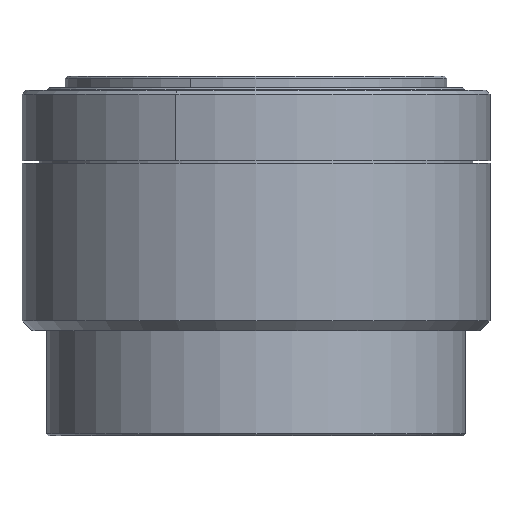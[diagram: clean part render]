
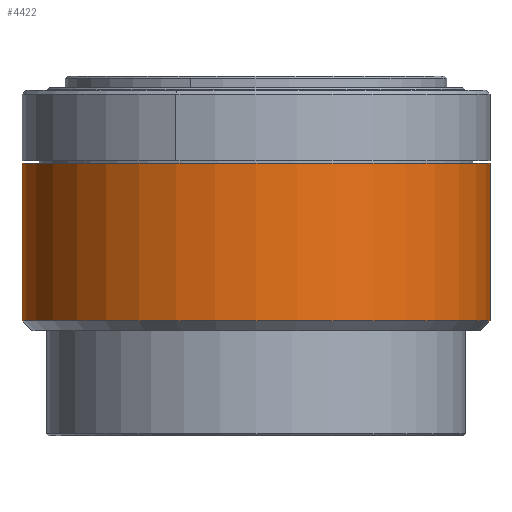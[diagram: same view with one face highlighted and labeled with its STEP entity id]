
A CAD part, front view. The second image highlights one B-rep face of the part: STEP entity #4422.
In plain terms, the highlighted cylindrical face has radius 60.05 mm (diameter 120.1 mm), a partial arc.
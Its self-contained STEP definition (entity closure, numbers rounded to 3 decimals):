
#170 = CARTESIAN_POINT ( 'NONE',  ( -60.05, 0., -29. ) ) ;
#292 = EDGE_CURVE ( 'NONE', #6242, #1310, #6280, .T. ) ;
#835 = ORIENTED_EDGE ( 'NONE', *, *, #4342, .T. ) ;
#967 = CARTESIAN_POINT ( 'NONE',  ( 60.05, 0., -29. ) ) ;
#1024 = AXIS2_PLACEMENT_3D ( 'NONE', #5301, #2070, #5828 ) ;
#1130 = ORIENTED_EDGE ( 'NONE', *, *, #2747, .F. ) ;
#1310 = VERTEX_POINT ( 'NONE', #2549 ) ;
#1393 = CIRCLE ( 'NONE', #6000, 60.05 ) ;
#1639 = ORIENTED_EDGE ( 'NONE', *, *, #292, .T. ) ;
#1915 = CARTESIAN_POINT ( 'NONE',  ( 0., 0., -29. ) ) ;
#1929 = ORIENTED_EDGE ( 'NONE', *, *, #3343, .F. ) ;
#1997 = CARTESIAN_POINT ( 'NONE',  ( -60.05, 0., 11.5 ) ) ;
#2070 = DIRECTION ( 'NONE',  ( 0., 0., 1. ) ) ;
#2217 = EDGE_LOOP ( 'NONE', ( #1130, #835, #1639, #1929 ) ) ;
#2302 = CARTESIAN_POINT ( 'NONE',  ( 60.05, 0., -228.347 ) ) ;
#2459 = DIRECTION ( 'NONE',  ( 1., 0., 0. ) ) ;
#2549 = CARTESIAN_POINT ( 'NONE',  ( 60.05, 0., 11.5 ) ) ;
#2747 = EDGE_CURVE ( 'NONE', #6514, #5254, #3967, .T. ) ;
#2951 = AXIS2_PLACEMENT_3D ( 'NONE', #4683, #6324, #4123 ) ;
#3093 = CYLINDRICAL_SURFACE ( 'NONE', #2951, 60.05 ) ;
#3343 = EDGE_CURVE ( 'NONE', #5254, #1310, #3471, .T. ) ;
#3471 = CIRCLE ( 'NONE', #1024, 60.05 ) ;
#3759 = FACE_OUTER_BOUND ( 'NONE', #2217, .T. ) ;
#3890 = DIRECTION ( 'NONE',  ( 0., 0., 1. ) ) ;
#3934 = DIRECTION ( 'NONE',  ( 0., 0., 1. ) ) ;
#3967 = LINE ( 'NONE', #5556, #5426 ) ;
#4123 = DIRECTION ( 'NONE',  ( 1., 0., 0. ) ) ;
#4342 = EDGE_CURVE ( 'NONE', #6514, #6242, #1393, .T. ) ;
#4422 = ADVANCED_FACE ( 'NONE', ( #3759 ), #3093, .T. ) ;
#4683 = CARTESIAN_POINT ( 'NONE',  ( 0., 0., -228.347 ) ) ;
#4851 = VECTOR ( 'NONE', #3890, 1000. ) ;
#5254 = VERTEX_POINT ( 'NONE', #1997 ) ;
#5301 = CARTESIAN_POINT ( 'NONE',  ( 0., 0., 11.5 ) ) ;
#5426 = VECTOR ( 'NONE', #3934, 1000. ) ;
#5556 = CARTESIAN_POINT ( 'NONE',  ( -60.05, 0., -228.347 ) ) ;
#5687 = DIRECTION ( 'NONE',  ( 0., 0., 1. ) ) ;
#5828 = DIRECTION ( 'NONE',  ( 1., 0., 0. ) ) ;
#6000 = AXIS2_PLACEMENT_3D ( 'NONE', #1915, #5687, #2459 ) ;
#6242 = VERTEX_POINT ( 'NONE', #967 ) ;
#6280 = LINE ( 'NONE', #2302, #4851 ) ;
#6324 = DIRECTION ( 'NONE',  ( 0., 0., 1. ) ) ;
#6514 = VERTEX_POINT ( 'NONE', #170 ) ;
